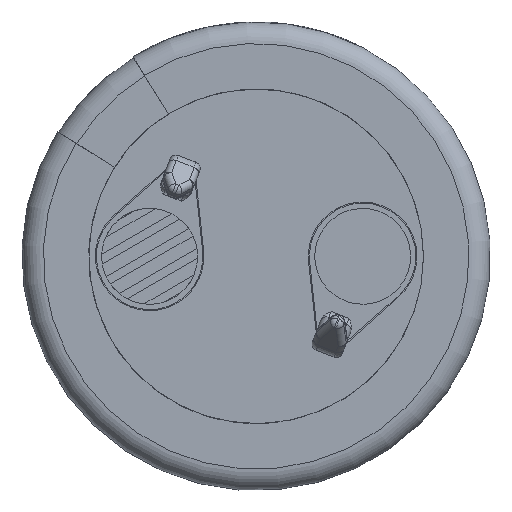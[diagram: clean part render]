
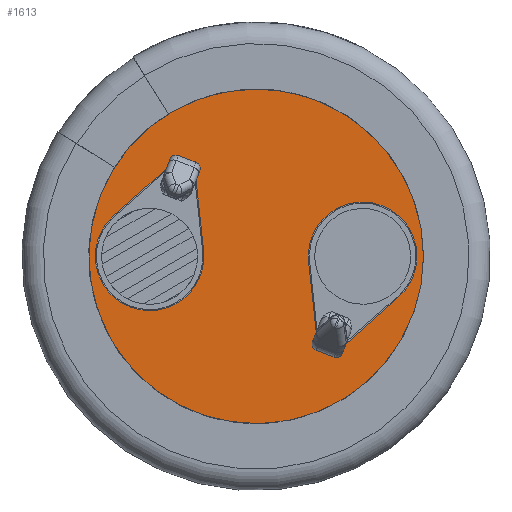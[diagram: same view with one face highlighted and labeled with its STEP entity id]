
A CAD part, front view. The second image highlights one B-rep face of the part: STEP entity #1613.
In plain terms, the highlighted planar face has unit normal (0, -1, 0).
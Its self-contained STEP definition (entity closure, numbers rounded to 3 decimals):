
#1613 = ADVANCED_FACE( '', ( #3381, #3382, #3383 ), #3384, .T. );
#3381 = FACE_OUTER_BOUND( '', #6952, .T. );
#3382 = FACE_BOUND( '', #6953, .T. );
#3383 = FACE_BOUND( '', #6954, .T. );
#3384 = PLANE( '', #6955 );
#6952 = EDGE_LOOP( '', ( #11643 ) );
#6953 = EDGE_LOOP( '', ( #11644, #11645, #11646, #11647 ) );
#6954 = EDGE_LOOP( '', ( #11648, #11649, #11650, #11651 ) );
#6955 = AXIS2_PLACEMENT_3D( '', #11652, #11653, #11654 );
#11643 = ORIENTED_EDGE( '', *, *, #13047, .T. );
#11644 = ORIENTED_EDGE( '', *, *, #14048, .F. );
#11645 = ORIENTED_EDGE( '', *, *, #14286, .F. );
#11646 = ORIENTED_EDGE( '', *, *, #14609, .F. );
#11647 = ORIENTED_EDGE( '', *, *, #12801, .F. );
#11648 = ORIENTED_EDGE( '', *, *, #14096, .T. );
#11649 = ORIENTED_EDGE( '', *, *, #14063, .T. );
#11650 = ORIENTED_EDGE( '', *, *, #13578, .T. );
#11651 = ORIENTED_EDGE( '', *, *, #13933, .T. );
#11652 = CARTESIAN_POINT( '', ( 0., 0., 0. ) );
#11653 = DIRECTION( '', ( 0., -1., 0. ) );
#11654 = DIRECTION( '', ( 0., 0., -1. ) );
#12801 = EDGE_CURVE( '', #14901, #14902, #14903, .T. );
#13047 = EDGE_CURVE( '', #15338, #15338, #15339, .T. );
#13578 = EDGE_CURVE( '', #16200, #16201, #16202, .T. );
#13933 = EDGE_CURVE( '', #16201, #16741, #16742, .T. );
#14048 = EDGE_CURVE( '', #16908, #14901, #16909, .T. );
#14063 = EDGE_CURVE( '', #16926, #16200, #16927, .T. );
#14096 = EDGE_CURVE( '', #16741, #16926, #16967, .T. );
#14286 = EDGE_CURVE( '', #17214, #16908, #17215, .T. );
#14609 = EDGE_CURVE( '', #14902, #17214, #17618, .T. );
#14901 = VERTEX_POINT( '', #18052 );
#14902 = VERTEX_POINT( '', #18053 );
#14903 = CIRCLE( '', #18054, 2.55 );
#15338 = VERTEX_POINT( '', #19040 );
#15339 = CIRCLE( '', #19041, 9.114 );
#16200 = VERTEX_POINT( '', #20938 );
#16201 = VERTEX_POINT( '', #20939 );
#16202 = LINE( '', #20940, #20941 );
#16741 = VERTEX_POINT( '', #22165 );
#16742 = CIRCLE( '', #22166, 2.55 );
#16908 = VERTEX_POINT( '', #22542 );
#16909 = LINE( '', #22543, #22544 );
#16926 = VERTEX_POINT( '', #22567 );
#16927 = LINE( '', #22568, #22569 );
#16967 = LINE( '', #22626, #22627 );
#17214 = VERTEX_POINT( '', #23161 );
#17215 = LINE( '', #23162, #23163 );
#17618 = LINE( '', #24089, #24090 );
#18052 = CARTESIAN_POINT( '', ( -6.694, 0., 1.906 ) );
#18053 = CARTESIAN_POINT( '', ( -2.465, 0., 0.274 ) );
#18054 = AXIS2_PLACEMENT_3D( '', #24603, #24604, #24605 );
#19040 = CARTESIAN_POINT( '', ( 0., 0., -9.114 ) );
#19041 = AXIS2_PLACEMENT_3D( '', #24748, #24749, #24750 );
#20938 = CARTESIAN_POINT( '', ( 2.814, 0., -3.497 ) );
#20939 = CARTESIAN_POINT( '', ( 2.465, 0., -0.274 ) );
#20940 = CARTESIAN_POINT( '', ( 2.814, 0., -3.497 ) );
#20941 = VECTOR( '', #24944, 1000. );
#22165 = CARTESIAN_POINT( '', ( 6.694, 0., -1.906 ) );
#22166 = AXIS2_PLACEMENT_3D( '', #25090, #25091, #25092 );
#22542 = CARTESIAN_POINT( '', ( -4.27, 0., 4.059 ) );
#22543 = CARTESIAN_POINT( '', ( -4.27, 0., 4.059 ) );
#22544 = VECTOR( '', #25139, 1000. );
#22567 = CARTESIAN_POINT( '', ( 4.27, 0., -4.059 ) );
#22568 = CARTESIAN_POINT( '', ( 4.27, 0., -4.059 ) );
#22569 = VECTOR( '', #25150, 1000. );
#22626 = CARTESIAN_POINT( '', ( 6.694, 0., -1.906 ) );
#22627 = VECTOR( '', #25179, 1000. );
#23161 = CARTESIAN_POINT( '', ( -2.814, 0., 3.497 ) );
#23162 = CARTESIAN_POINT( '', ( -2.814, 0., 3.497 ) );
#23163 = VECTOR( '', #25288, 1000. );
#24089 = CARTESIAN_POINT( '', ( -2.465, 0., 0.274 ) );
#24090 = VECTOR( '', #25353, 1000. );
#24603 = CARTESIAN_POINT( '', ( -5., 0., 0. ) );
#24604 = DIRECTION( '', ( 0., -1., 0. ) );
#24605 = DIRECTION( '', ( 0., 0., 1. ) );
#24748 = CARTESIAN_POINT( '', ( 0., 0., 0. ) );
#24749 = DIRECTION( '', ( 0., -1., 0. ) );
#24750 = DIRECTION( '', ( 0., 0., -1. ) );
#24944 = DIRECTION( '', ( -0.108, 0., 0.994 ) );
#25090 = CARTESIAN_POINT( '', ( 5., 0., 0. ) );
#25091 = DIRECTION( '', ( 0., 1., 0. ) );
#25092 = DIRECTION( '', ( 0., 0., -1. ) );
#25139 = DIRECTION( '', ( -0.748, 0., -0.664 ) );
#25150 = DIRECTION( '', ( -0.933, 0., 0.36 ) );
#25179 = DIRECTION( '', ( -0.748, 0., -0.664 ) );
#25288 = DIRECTION( '', ( -0.933, 0., 0.36 ) );
#25353 = DIRECTION( '', ( -0.108, 0., 0.994 ) );
